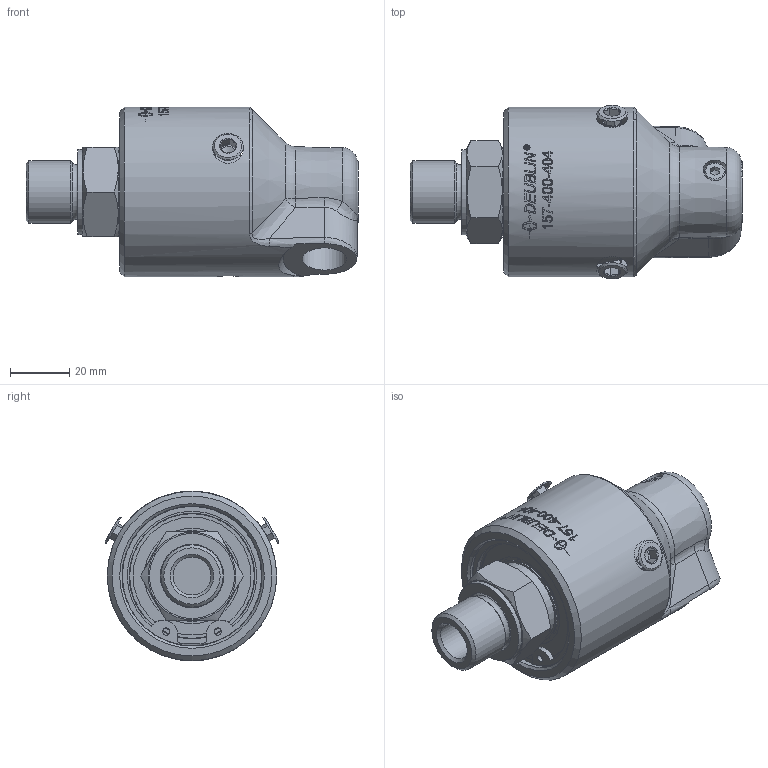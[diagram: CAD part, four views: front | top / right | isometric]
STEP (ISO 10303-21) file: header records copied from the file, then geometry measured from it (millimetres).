
FILE_DESCRIPTION(/* description */ (''),/* implementation_level */ '2;1');
FILE_NAME(/* name */ '157-400-404-IC.stp',/* time_stamp */ '2021-12-21T09:40:17+01:00',/* author */ ('mskipas'),/* organization */ (''),/* preprocessor_version */ 'ST-DEVELOPER v18.1',/* originating_system */ 'Autodesk Inventor 2022',/* authorisation */ '');
FILE_SCHEMA (('AUTOMOTIVE_DESIGN { 1 0 10303 214 3 1 1 }'));
Length unit declared in the file: millimetre
Products named in the file (1): 157-400-404-IC
Bounding box: 111.66 x 58.38 x 57 mm (x, y, z)
Volume: 160055.1 mm3; surface area: 29232 mm2
Topology: 1 solids, 8 shells, 589 faces, 1472 edges, 948 vertices
Faces by surface type: bspline 223, plane 190, cylinder 83, cone 39, torus 38, sphere 16
Full cylindrical faces by diameter (mm): 2.48 x2, 3 x1, 3.1 x2, 4 x1, 4.209 x1, 6.3 x2, 7 x1, 8 x1, 8.376 x3, 10 x1, 12.7 x1, 14.95 x2, 20.955 x1, 21.4 x1, 24.7 x1, 25 x1, 27.9 x1, 28.6 x1, 30.491 x1, 32.1 x1, 39.65 x1, 40.7 x1, 41.9 x1, 42.2 x1, 47 x1, 47.07 x1, 50.75 x1, 57 x1
Entity records: 22984 total; most frequent: CARTESIAN_POINT 9808, ORIENTED_EDGE 2980, DIRECTION 2124, EDGE_CURVE 1490, VERTEX_POINT 948, AXIS2_PLACEMENT_3D 815, EDGE_LOOP 654, FACE_OUTER_BOUND 589
